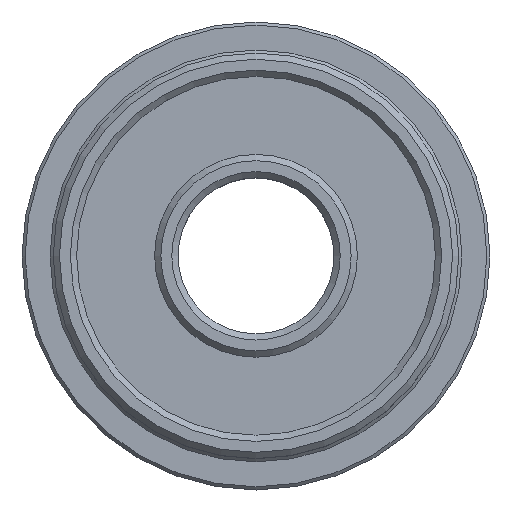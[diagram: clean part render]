
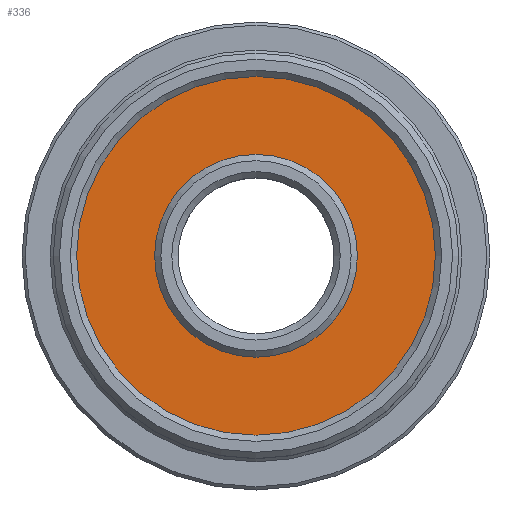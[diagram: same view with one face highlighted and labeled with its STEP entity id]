
A CAD part, top view. The second image highlights one B-rep face of the part: STEP entity #336.
In plain terms, the highlighted planar face has unit normal (0, 0, 1).
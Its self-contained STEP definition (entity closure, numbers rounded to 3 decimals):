
#30=FACE_BOUND('',#92,.T.);
#37=PLANE('',#399);
#61=FACE_OUTER_BOUND('',#91,.T.);
#91=EDGE_LOOP('',(#301));
#92=EDGE_LOOP('',(#302));
#147=CIRCLE('',#390,5.75);
#151=CIRCLE('',#397,3.25);
#172=VERTEX_POINT('',#590);
#176=VERTEX_POINT('',#603);
#211=EDGE_CURVE('',#172,#172,#147,.T.);
#216=EDGE_CURVE('',#176,#176,#151,.T.);
#301=ORIENTED_EDGE('',*,*,#211,.F.);
#302=ORIENTED_EDGE('',*,*,#216,.F.);
#336=ADVANCED_FACE('',(#61,#30),#37,.T.);
#390=AXIS2_PLACEMENT_3D('',#592,#494,#495);
#397=AXIS2_PLACEMENT_3D('',#604,#509,#510);
#399=AXIS2_PLACEMENT_3D('',#608,#515,#516);
#494=DIRECTION('center_axis',(0.,0.,-1.));
#495=DIRECTION('ref_axis',(-1.,0.,0.));
#509=DIRECTION('center_axis',(0.,0.,1.));
#510=DIRECTION('ref_axis',(-1.,0.,0.));
#515=DIRECTION('center_axis',(0.,0.,1.));
#516=DIRECTION('ref_axis',(0.,-1.,0.));
#590=CARTESIAN_POINT('',(5.75,0.,3.7));
#592=CARTESIAN_POINT('Origin',(0.,0.,3.7));
#603=CARTESIAN_POINT('',(3.25,0.,3.7));
#604=CARTESIAN_POINT('Origin',(0.,0.,3.7));
#608=CARTESIAN_POINT('Origin',(0.,0.,3.7));
